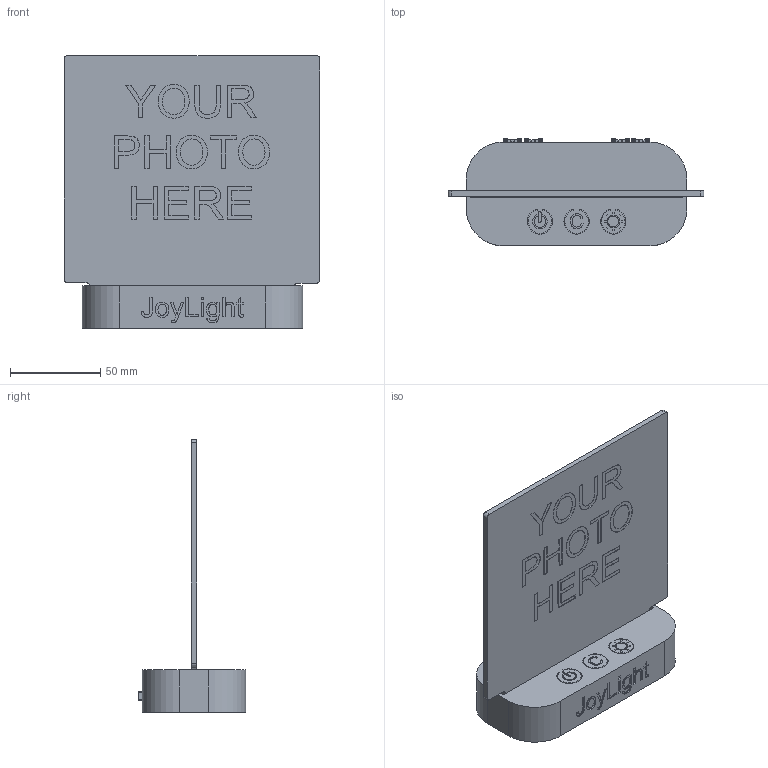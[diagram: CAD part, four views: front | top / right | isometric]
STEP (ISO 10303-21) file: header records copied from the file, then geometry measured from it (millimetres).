
FILE_DESCRIPTION(/* description */ (''),/* implementation_level */ '2;1');
FILE_NAME(/* name */ 'Joylight Enclosure.step',/* time_stamp */ '2021-04-17T20:01:42-05:00',/* author */ (''),/* organization */ (''),/* preprocessor_version */ 'ST-DEVELOPER v18.1',/* originating_system */ 'Autodesk Translation Framework v10.6.0.1341',/* authorisation */ '');
FILE_SCHEMA (('AUTOMOTIVE_DESIGN { 1 0 10303 214 3 1 1 }'));
Products named in the file (25): Joylight Enclosure v1.1; PCB; JoyLight v1.1; Seeeduino_Xiao; SOLID (1); 7_pin_male_header; COMPOUND; SOT-23-5; SOLID (2); C_0805_2012Metric; SOLID (3); Grove_Connector_(lying); SOLID; ts-1187a-x-g-x; SOLID (4); WS2812_RGB_LED_updated; SOLID (5); COMPOUND (1); Bottom Part; Top Part; Acrylic Mounting Tabs; Mounting Tab; Shallow Tabs; Connector Plugs; Sample Panel
Assembly tree (46 placements, depth 5):
  Joylight Enclosure v1.1
    PCB
      JoyLight v1.1
        Grove_Connector_(lying)  x4
          SOLID
        Seeeduino_Xiao
          SOLID (1)
        7_pin_male_header  x2
          COMPOUND
        SOT-23-5
          SOLID (2)
        C_0805_2012Metric
          SOLID (3)
        ts-1187a-x-g-x  x3
          SOLID (4)
        WS2812_RGB_LED_updated  x15
          SOLID (5)
        COMPOUND (1)
    Bottom Part
    Top Part
      Acrylic Mounting Tabs
        Mounting Tab  x3
        Shallow Tabs
      Connector Plugs
    Sample Panel
Bounding box: 141.79 x 59.7 x 151.1 mm (x, y, z)
Volume: 115621.9 mm3; surface area: 108327.4 mm2
Topology: 47 solids, 47 shells, 5182 faces, 14331 edges, 9476 vertices
Faces by surface type: plane 4154, cylinder 559, bspline 423, sphere 24, cone 19, torus 3
Full cylindrical faces by diameter (mm): 0.6 x14, 0.8 x16, 1 x14, 1.016 x14, 1.146 x15, 2 x3, 2.04 x3, 2.6 x4, 3.2 x8, 5 x4, 6 x1, 6.5 x7, 7 x4
Entity records: 81389 total; most frequent: CARTESIAN_POINT 20609, ORIENTED_EDGE 13222, DIRECTION 10502, EDGE_CURVE 6611, LINE 5184, VECTOR 5184, VERTEX_POINT 4346, EDGE_LOOP 2719
